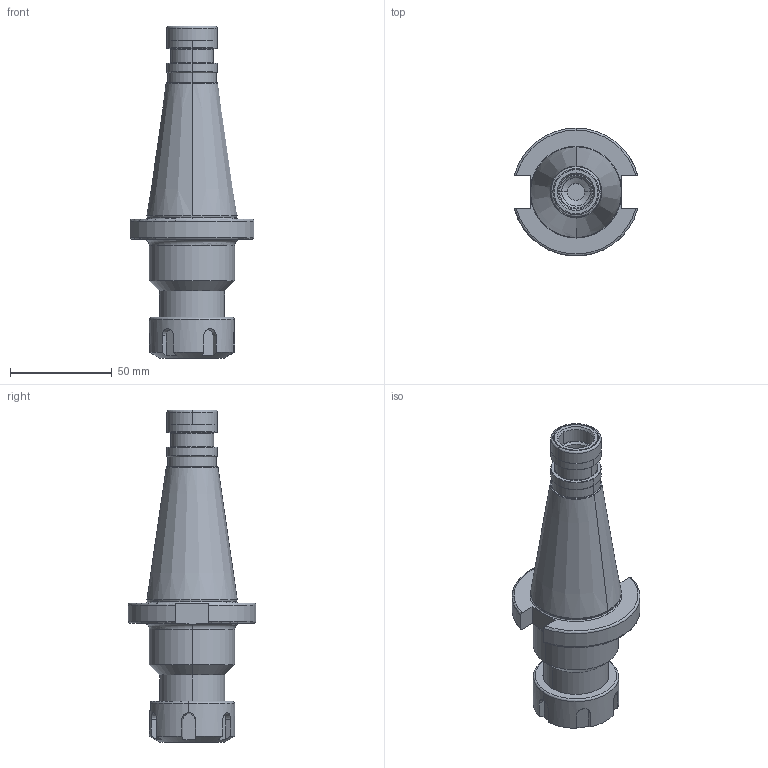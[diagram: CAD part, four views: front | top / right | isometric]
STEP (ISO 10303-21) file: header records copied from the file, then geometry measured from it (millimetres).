
FILE_DESCRIPTION (( 'STEP AP203' ), '1' );
FILE_NAME ('91402-ER125070.STEP', '2015-05-13T10:07:18', ( '' ), ( '' ), 'SwSTEP 2.0', 'SolidWorks 2009', '' );
FILE_SCHEMA (( 'CONFIG_CONTROL_DESIGN' ));
Length unit declared in the file: millimetre
Products named in the file (5): ISO40 CCH ER25 070; 91402-ER125070; FTSCWM18X150; FTNUTER25; ISO40 CAP
Assembly tree (4 placements, depth 2):
  91402-ER125070
    FTSCWM18X150
    ISO40 CAP
    ISO40 CCH ER25 070
    FTNUTER25
Bounding box: 60.91 x 62.88 x 163.4 mm (x, y, z)
Volume: 150434.8 mm3; surface area: 36999.3 mm2
Topology: 4 solids, 4 shells, 192 faces, 455 edges, 281 vertices
Faces by surface type: plane 68, cylinder 47, torus 39, cone 38
Entity records: 6433 total; most frequent: CARTESIAN_POINT 1385, DIRECTION 1032, ORIENTED_EDGE 910, EDGE_CURVE 455, AXIS2_PLACEMENT_3D 432, VERTEX_POINT 281, CIRCLE 233, EDGE_LOOP 208
